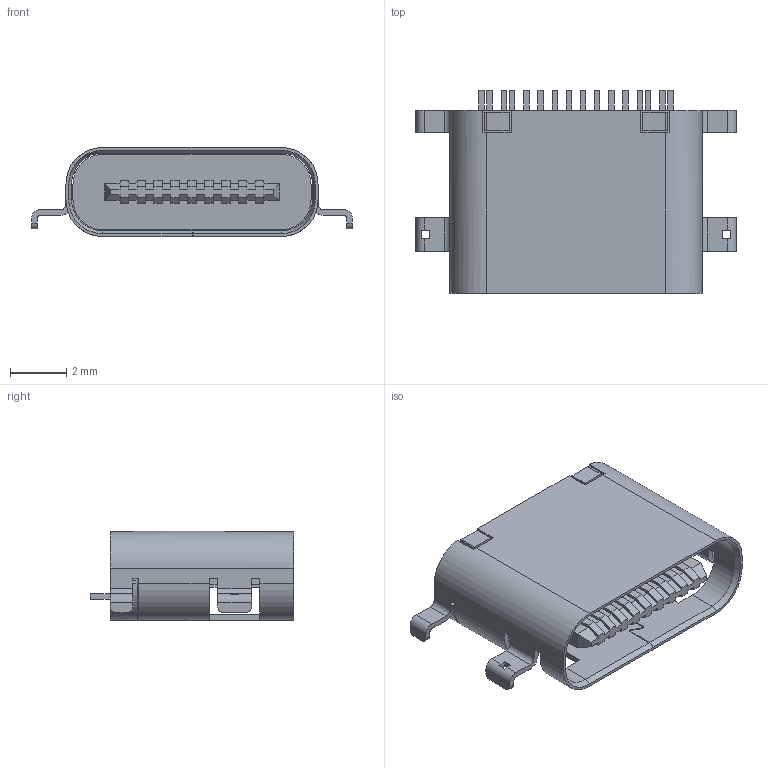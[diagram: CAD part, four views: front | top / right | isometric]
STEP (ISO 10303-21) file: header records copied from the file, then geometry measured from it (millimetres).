
FILE_DESCRIPTION(('FreeCAD Model'),'2;1');
FILE_NAME('Open CASCADE Shape Model','2023-05-22T10:55:21',( 'kicad StepUp'),('ksu MCAD'),'Open CASCADE STEP processor 7.6', 'FreeCAD','Unknown');
FILE_SCHEMA(('AUTOMOTIVE_DESIGN { 1 0 10303 214 1 1 1 1 }'));
Length unit declared in the file: millimetre
Products named in the file (1): XKB_U262-161N-4BC20865
Bounding box: 11.36 x 7.2 x 3.16 mm (x, y, z)
Volume: 114 mm3; surface area: 452.9 mm2
Topology: 3 solids, 3 shells, 408 faces, 1167 edges, 772 vertices
Faces by surface type: plane 338, cylinder 66, cone 4
Entity records: 16074 total; most frequent: CARTESIAN_POINT 2348, ORIENTED_EDGE 2334, DIRECTION 2129, EDGE_CURVE 1167, LINE 1023, VECTOR 1023, VERTEX_POINT 772, AXIS2_PLACEMENT_3D 553
